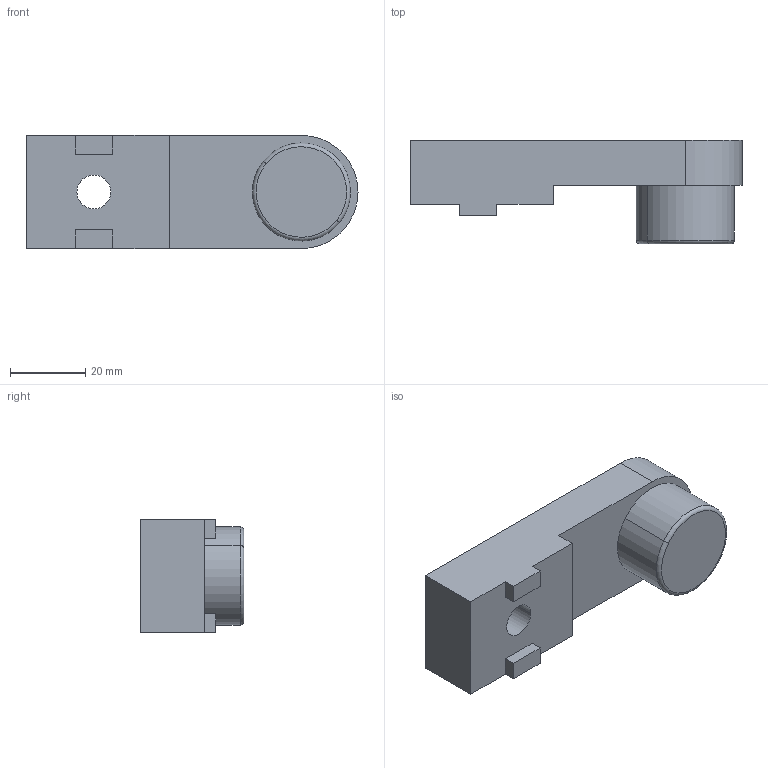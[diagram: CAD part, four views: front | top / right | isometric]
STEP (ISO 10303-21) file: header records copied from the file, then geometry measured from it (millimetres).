
FILE_DESCRIPTION (( 'STEP AP214' ), '1' );
FILE_NAME ('A885 Óïîð äëÿ ðàñïàøíîé äâåðè, 30.STEP', '2025-09-27T11:05:15', ( '' ), ( '' ), 'SwSTEP 2.0', 'SolidWorks 2025', '' );
FILE_SCHEMA (( 'AUTOMOTIVE_DESIGN' ));
Length unit declared in the file: millimetre
Products named in the file (3): A885 Упор для распашной двери, 30; A885 Корпус_00; A885 Ножка_00
Assembly tree (2 placements, depth 2):
  A885 Упор для распашной двери, 30
    A885 Корпус_00
    A885 Ножка_00
Bounding box: 88 x 27.5 x 30 mm (x, y, z)
Volume: 43039.7 mm3; surface area: 11859.6 mm2
Topology: 2 solids, 2 shells, 37 faces, 87 edges, 56 vertices
Faces by surface type: plane 19, cylinder 12, cone 4, torus 2
Entity records: 1161 total; most frequent: DIRECTION 203, CARTESIAN_POINT 185, ORIENTED_EDGE 174, EDGE_CURVE 87, AXIS2_PLACEMENT_3D 74, VERTEX_POINT 56, LINE 55, VECTOR 55
